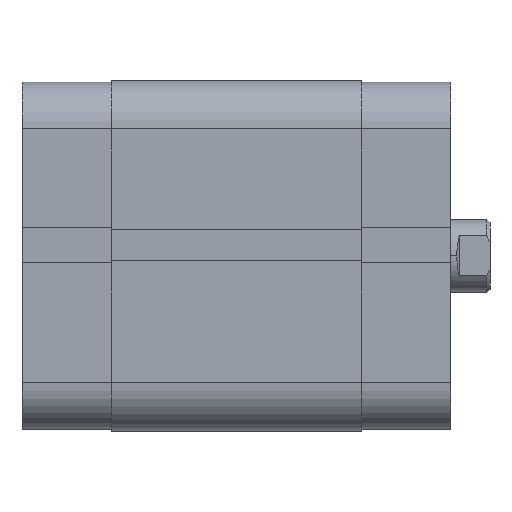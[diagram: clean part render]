
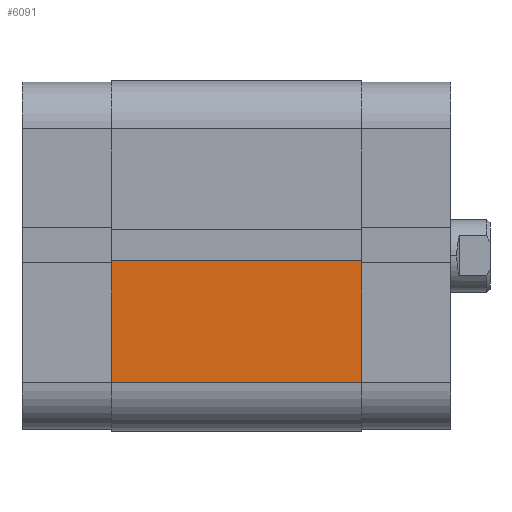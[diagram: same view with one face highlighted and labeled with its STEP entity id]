
A CAD part, top view. The second image highlights one B-rep face of the part: STEP entity #6091.
In plain terms, the highlighted face is planar.
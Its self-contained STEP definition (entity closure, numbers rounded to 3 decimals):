
#384 = CARTESIAN_POINT ( 'NONE',  ( 29., 0.85, 0. ) ) ;
#385 = CARTESIAN_POINT ( 'NONE',  ( 29., 0.85, 41.5 ) ) ;
#386 = CARTESIAN_POINT ( 'NONE',  ( 29., 21., 0. ) ) ;
#387 = CARTESIAN_POINT ( 'NONE',  ( 29., 21., 41.5 ) ) ;
#653 = CARTESIAN_POINT ( 'NONE',  ( 29., -63.941, 41.5 ) ) ;
#654 = PLANE ( 'NONE',  #3915 ) ;
#656 = DIRECTION ( 'NONE',  ( 1., 0., 0. ) ) ;
#657 = DIRECTION ( 'NONE',  ( 0., 1., 0. ) ) ;
#2684 = VECTOR ( 'NONE', #5216, 1000. ) ;
#2696 = LINE ( 'NONE', #5215, #2684 ) ;
#2699 = LINE ( 'NONE', #5201, #2700 ) ;
#2700 = VECTOR ( 'NONE', #5206, 1000. ) ;
#2702 = LINE ( 'NONE', #5221, #2714 ) ;
#2706 = LINE ( 'NONE', #5211, #2712 ) ;
#2712 = VECTOR ( 'NONE', #5223, 1000. ) ;
#2714 = VECTOR ( 'NONE', #5225, 1000. ) ;
#3079 = FACE_OUTER_BOUND ( 'NONE', #5993, .T. ) ;
#3517 = EDGE_CURVE ( 'NONE', #4240, #4238, #2699, .T. ) ;
#3522 = EDGE_CURVE ( 'NONE', #4238, #4237, #2696, .T. ) ;
#3525 = EDGE_CURVE ( 'NONE', #4240, #4239, #2706, .T. ) ;
#3526 = EDGE_CURVE ( 'NONE', #4239, #4237, #2702, .T. ) ;
#3915 = AXIS2_PLACEMENT_3D ( 'NONE', #653, #656, #657 ) ;
#4237 = VERTEX_POINT ( 'NONE', #384 ) ;
#4238 = VERTEX_POINT ( 'NONE', #385 ) ;
#4239 = VERTEX_POINT ( 'NONE', #386 ) ;
#4240 = VERTEX_POINT ( 'NONE', #387 ) ;
#5201 = CARTESIAN_POINT ( 'NONE',  ( 29., -63.941, 41.5 ) ) ;
#5206 = DIRECTION ( 'NONE',  ( 0., -1., 0. ) ) ;
#5211 = CARTESIAN_POINT ( 'NONE',  ( 29., 21., 41.5 ) ) ;
#5215 = CARTESIAN_POINT ( 'NONE',  ( 29., 0.85, 41.5 ) ) ;
#5216 = DIRECTION ( 'NONE',  ( 0., 0., -1. ) ) ;
#5221 = CARTESIAN_POINT ( 'NONE',  ( 29., -63.941, 0. ) ) ;
#5223 = DIRECTION ( 'NONE',  ( 0., 0., -1. ) ) ;
#5225 = DIRECTION ( 'NONE',  ( 0., -1., 0. ) ) ;
#5788 = ORIENTED_EDGE ( 'NONE', *, *, #3522, .T. ) ;
#5789 = ORIENTED_EDGE ( 'NONE', *, *, #3517, .T. ) ;
#5790 = ORIENTED_EDGE ( 'NONE', *, *, #3525, .F. ) ;
#5791 = ORIENTED_EDGE ( 'NONE', *, *, #3526, .F. ) ;
#5993 = EDGE_LOOP ( 'NONE', ( #5791, #5790, #5789, #5788 ) ) ;
#6091 = ADVANCED_FACE ( 'NONE', ( #3079 ), #654, .T. ) ;
